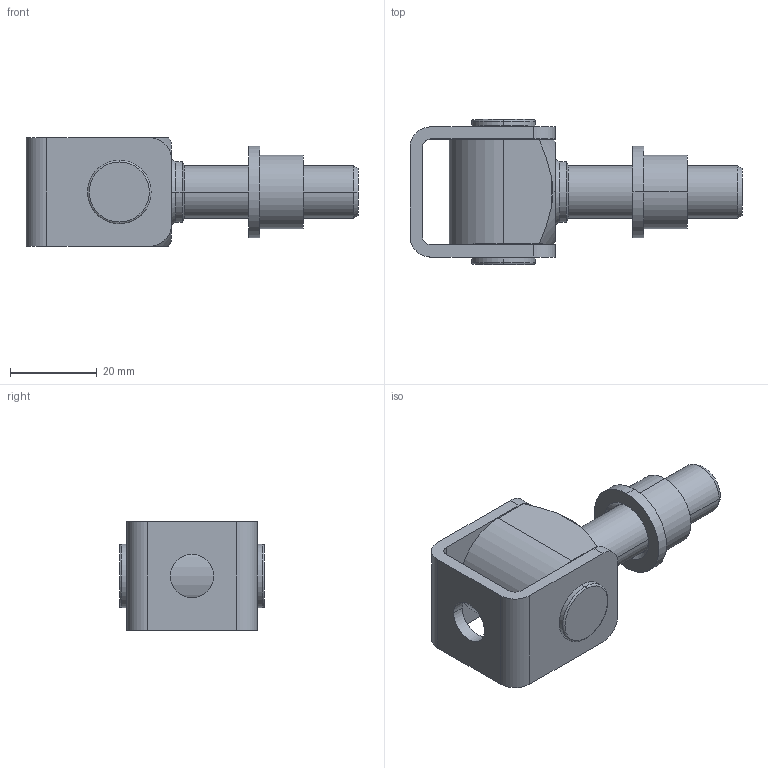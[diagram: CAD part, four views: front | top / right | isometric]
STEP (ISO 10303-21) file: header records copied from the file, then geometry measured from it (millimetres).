
FILE_DESCRIPTION (( 'STEP AP203' ), '1' );
FILE_NAME ('3D_GD5334_M12_188744800.STEP', '2024-10-25T07:35:41', ( '' ), ( '' ), 'SwSTEP 2.0', 'SolidWorks 2023', '' );
FILE_SCHEMA (( 'CONFIG_CONTROL_DESIGN' ));
Length unit declared in the file: millimetre
Products named in the file (1): 3D_GD5334_M12_188744800
Bounding box: 76.5 x 33.4 x 25 mm (x, y, z)
Volume: 25749.3 mm3; surface area: 13203.1 mm2
Topology: 4 solids, 4 shells, 72 faces, 166 edges, 106 vertices
Faces by surface type: cylinder 35, plane 23, cone 10, torus 4
Entity records: 2213 total; most frequent: CARTESIAN_POINT 427, DIRECTION 384, ORIENTED_EDGE 332, EDGE_CURVE 166, AXIS2_PLACEMENT_3D 155, VERTEX_POINT 106, EDGE_LOOP 86, CIRCLE 82
